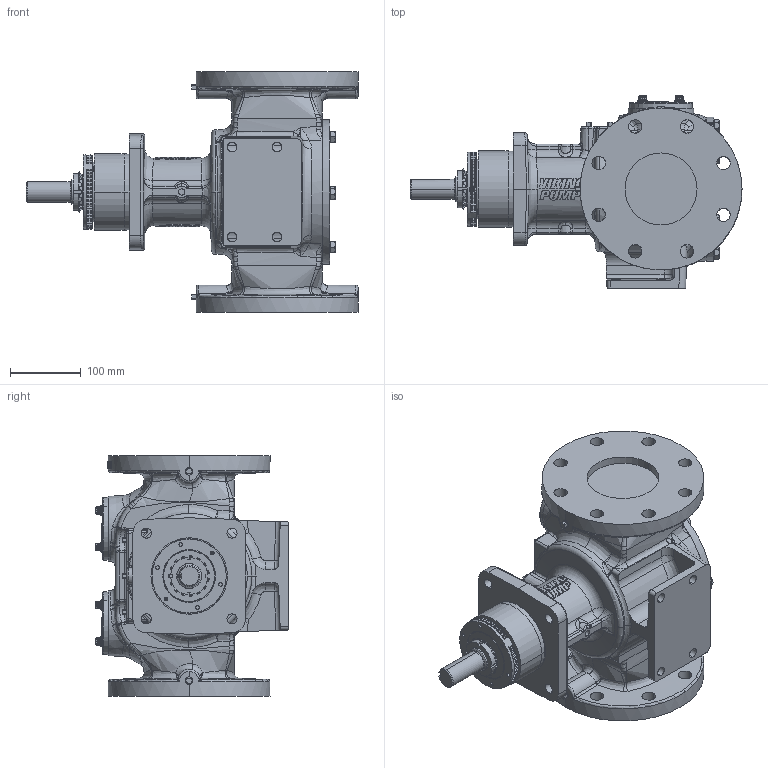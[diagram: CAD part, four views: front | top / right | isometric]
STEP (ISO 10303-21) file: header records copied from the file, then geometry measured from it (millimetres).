
FILE_DESCRIPTION (( 'STEP AP214' ), '1' );
FILE_NAME ('KE4195.STEP', '2017-02-20T22:16:43', ( '' ), ( '' ), 'SwSTEP 2.0', 'SolidWorks 2016', '' );
FILE_SCHEMA (( 'AUTOMOTIVE_DESIGN' ));
Length unit declared in the file: inch
Products named in the file (1): KE4195
Bounding box: 468.63 x 271.4 x 339.85 mm (x, y, z)
Volume: 11388704.9 mm3; surface area: 580231.2 mm2
Topology: 1 solids, 1 shells, 2442 faces, 6309 edges, 3924 vertices
Faces by surface type: plane 807, bspline 637, cylinder 622, cone 263, torus 97, sphere 16
Entity records: 169973 total; most frequent: CARTESIAN_POINT 100124, ORIENTED_EDGE 12502, DIRECTION 9383, EDGE_CURVE 6251, VERTEX_POINT 3924, AXIS2_PLACEMENT_3D 3720, EDGE_LOOP 2611, ADVANCED_FACE 2442
